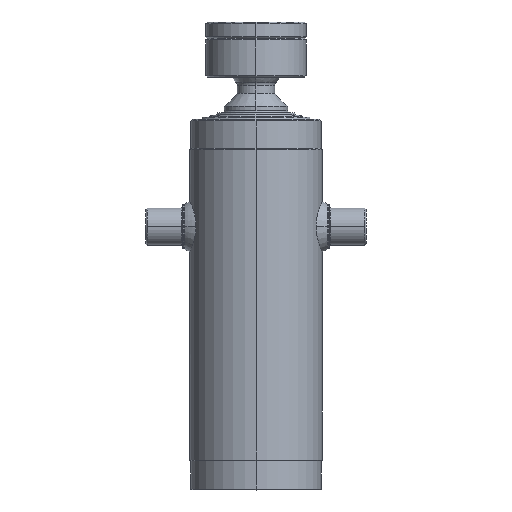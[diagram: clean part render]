
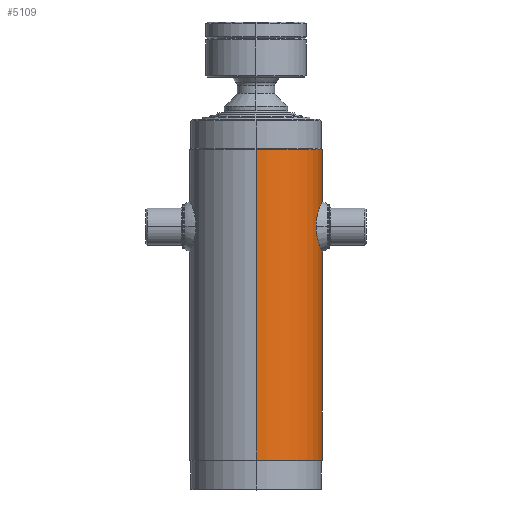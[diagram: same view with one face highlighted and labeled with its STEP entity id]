
A CAD part, top view. The second image highlights one B-rep face of the part: STEP entity #5109.
In plain terms, the highlighted cylindrical face has radius 88.9 mm (diameter 177.8 mm), a partial arc.
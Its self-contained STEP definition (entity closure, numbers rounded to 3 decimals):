
#203 = CARTESIAN_POINT ( 'NONE',  ( 0., 458., -88.9 ) ) ;
#224 = DIRECTION ( 'NONE',  ( 0., -1., 0. ) ) ;
#241 = AXIS2_PLACEMENT_3D ( 'NONE', #6343, #4686, #3001 ) ;
#397 = VERTEX_POINT ( 'NONE', #203 ) ;
#990 = CARTESIAN_POINT ( 'NONE',  ( 0., -26.623, -88.9 ) ) ;
#1025 = DIRECTION ( 'NONE',  ( 0., -1., 0. ) ) ;
#1187 = CARTESIAN_POINT ( 'NONE',  ( 0., 40., 88.9 ) ) ;
#1395 = ORIENTED_EDGE ( 'NONE', *, *, #5960, .F. ) ;
#1467 = CIRCLE ( 'NONE', #5581, 88.9 ) ;
#1480 = VERTEX_POINT ( 'NONE', #1187 ) ;
#1824 = DIRECTION ( 'NONE',  ( 0., -1., 0. ) ) ;
#1854 = CARTESIAN_POINT ( 'NONE',  ( 0., -26.623, 88.9 ) ) ;
#2624 = CYLINDRICAL_SURFACE ( 'NONE', #241, 88.9 ) ;
#2975 = CARTESIAN_POINT ( 'NONE',  ( 0., 40., -88.9 ) ) ;
#3001 = DIRECTION ( 'NONE',  ( 0., 0., -1. ) ) ;
#3344 = VECTOR ( 'NONE', #224, 1000. ) ;
#3453 = VERTEX_POINT ( 'NONE', #6953 ) ;
#3760 = ORIENTED_EDGE ( 'NONE', *, *, #5805, .F. ) ;
#4686 = DIRECTION ( 'NONE',  ( 0., -1., 0. ) ) ;
#4886 = CARTESIAN_POINT ( 'NONE',  ( 0., 40., 0. ) ) ;
#5109 = ADVANCED_FACE ( 'NONE', ( #7358 ), #2624, .T. ) ;
#5581 = AXIS2_PLACEMENT_3D ( 'NONE', #5991, #1025, #6842 ) ;
#5614 = LINE ( 'NONE', #1854, #9906 ) ;
#5738 = DIRECTION ( 'NONE',  ( 0., 0., -1. ) ) ;
#5805 = EDGE_CURVE ( 'NONE', #9683, #1480, #9500, .T. ) ;
#5889 = LINE ( 'NONE', #990, #3344 ) ;
#5947 = EDGE_CURVE ( 'NONE', #397, #3453, #1467, .T. ) ;
#5960 = EDGE_CURVE ( 'NONE', #397, #9683, #5889, .T. ) ;
#5972 = EDGE_CURVE ( 'NONE', #3453, #1480, #5614, .T. ) ;
#5991 = CARTESIAN_POINT ( 'NONE',  ( 0., 458., 0. ) ) ;
#6343 = CARTESIAN_POINT ( 'NONE',  ( 0., -26.623, 0. ) ) ;
#6842 = DIRECTION ( 'NONE',  ( 0., 0., -1. ) ) ;
#6850 = EDGE_LOOP ( 'NONE', ( #10167, #7792, #3760, #1395 ) ) ;
#6953 = CARTESIAN_POINT ( 'NONE',  ( 0., 458., 88.9 ) ) ;
#7358 = FACE_OUTER_BOUND ( 'NONE', #6850, .T. ) ;
#7792 = ORIENTED_EDGE ( 'NONE', *, *, #5972, .T. ) ;
#8265 = AXIS2_PLACEMENT_3D ( 'NONE', #4886, #10883, #5738 ) ;
#9500 = CIRCLE ( 'NONE', #8265, 88.9 ) ;
#9683 = VERTEX_POINT ( 'NONE', #2975 ) ;
#9906 = VECTOR ( 'NONE', #1824, 1000. ) ;
#10167 = ORIENTED_EDGE ( 'NONE', *, *, #5947, .T. ) ;
#10883 = DIRECTION ( 'NONE',  ( 0., -1., 0. ) ) ;
